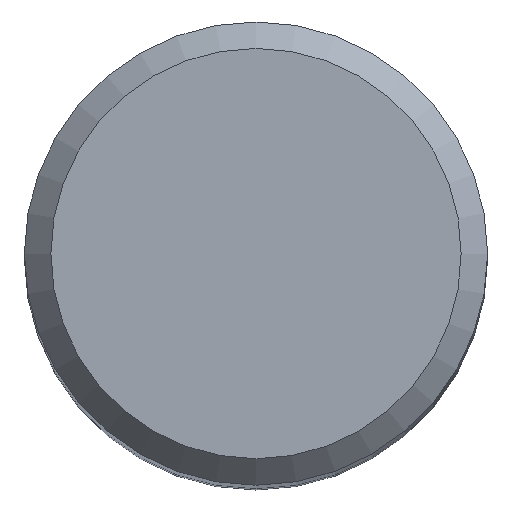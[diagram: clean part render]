
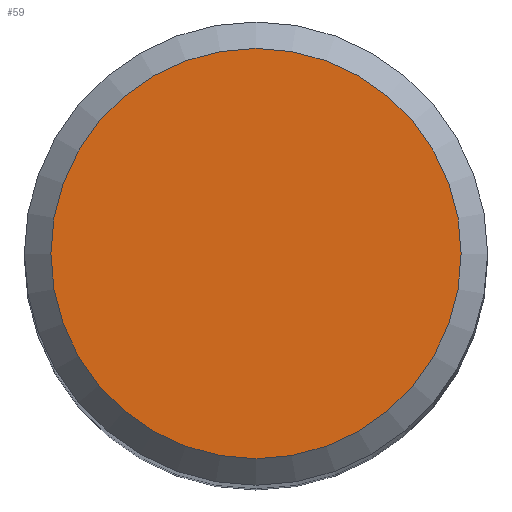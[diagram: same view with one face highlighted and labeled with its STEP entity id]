
A CAD part, top view. The second image highlights one B-rep face of the part: STEP entity #59.
In plain terms, the highlighted free-form (B-spline) face has degree [1, 1] with [2, 2] control points.
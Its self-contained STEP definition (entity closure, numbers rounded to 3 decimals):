
#59 = ADVANCED_FACE('', (#60), #71, .T.);
#60 = FACE_OUTER_BOUND('', #61, .T.);
#61 = EDGE_LOOP('', (#62));
#62 = ORIENTED_EDGE('', *, *, #63, .T.);
#63 = EDGE_CURVE('', #64, #64, #66, .T.);
#64 = VERTEX_POINT('', #65);
#65 = CARTESIAN_POINT('', (6.2, 0., 0.));
#66 = CIRCLE('', #67, 6.2);
#67 = AXIS2_PLACEMENT_3D('', #68, #69, #70);
#68 = CARTESIAN_POINT('', (0., 0., 0.));
#69 = DIRECTION('', (0., 0., 1.));
#70 = DIRECTION('', (1., 0., 0.));
#71 = B_SPLINE_SURFACE_WITH_KNOTS('', 1, 1, ((#72, #73), (#74, #75)), .UNSPECIFIED., .F., .F., .U., (2, 2), (2, 2), (-6.201, 6.201), (-6.201, 6.201), .UNSPECIFIED.);
#72 = CARTESIAN_POINT('', (6.201, 6.201, 0.));
#73 = CARTESIAN_POINT('', (6.201, -6.201, 0.));
#74 = CARTESIAN_POINT('', (-6.201, 6.201, 0.));
#75 = CARTESIAN_POINT('', (-6.201, -6.201, 0.));
